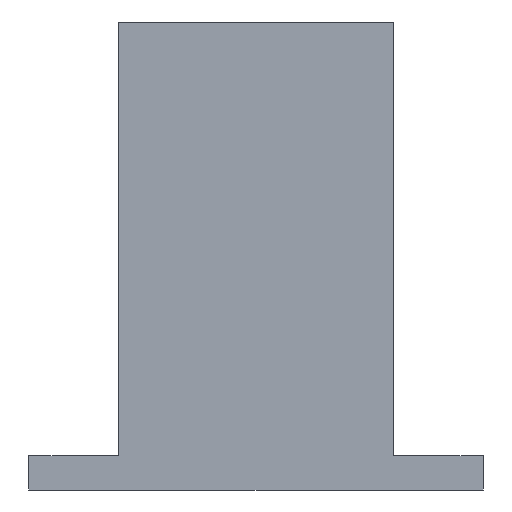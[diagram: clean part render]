
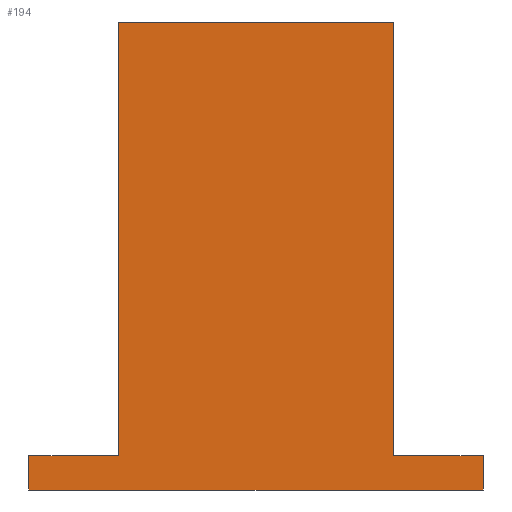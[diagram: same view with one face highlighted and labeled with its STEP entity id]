
A CAD part, front view. The second image highlights one B-rep face of the part: STEP entity #194.
In plain terms, the highlighted planar face has unit normal (0, -1, 0).
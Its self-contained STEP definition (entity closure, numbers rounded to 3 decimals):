
#102=EDGE_CURVE('',#256,#257,#258,.T.);
#130=EDGE_CURVE('',#273,#295,#307,.T.);
#140=EDGE_CURVE('',#321,#322,#323,.T.);
#144=EDGE_CURVE('',#328,#256,#329,.T.);
#194=ADVANCED_FACE('',(#403),#404,.T.);
#198=EDGE_CURVE('',#322,#409,#410,.T.);
#256=VERTEX_POINT('',#471);
#257=VERTEX_POINT('',#472);
#258=LINE('',#473,#474);
#273=VERTEX_POINT('',#491);
#295=VERTEX_POINT('',#515);
#307=LINE('',#532,#533);
#321=VERTEX_POINT('',#548);
#322=VERTEX_POINT('',#549);
#323=LINE('',#550,#551);
#328=VERTEX_POINT('',#557);
#329=LINE('',#558,#559);
#403=FACE_OUTER_BOUND('',#640,.T.);
#404=PLANE('',#641);
#409=VERTEX_POINT('',#647);
#410=LINE('',#648,#649);
#471=CARTESIAN_POINT('',(53.0,0.0,5.0));
#472=CARTESIAN_POINT('',(53.0,0.0,68.0));
#473=CARTESIAN_POINT('',(53.0,0.0,18.25));
#474=VECTOR('',#717,1.0);
#491=CARTESIAN_POINT('',(0.0,0.0,0.0));
#515=CARTESIAN_POINT('',(66.0,0.0,0.0));
#532=CARTESIAN_POINT('',(0.0,0.0,0.0));
#533=VECTOR('',#809,1.0);
#548=CARTESIAN_POINT('',(13.0,0.0,68.0));
#549=CARTESIAN_POINT('',(13.0,0.0,5.0));
#550=CARTESIAN_POINT('',(13.0,0.0,18.25));
#551=VECTOR('',#841,1.0);
#557=CARTESIAN_POINT('',(66.0,0.0,5.0));
#558=CARTESIAN_POINT('',(46.25,0.0,5.0));
#559=VECTOR('',#854,1.0);
#640=EDGE_LOOP('',(#1015,#1016,#1017,#1018,#1019,#1020,#1021,#1022));
#641=AXIS2_PLACEMENT_3D('',#1023,#1024,#1025);
#647=CARTESIAN_POINT('',(0.,0.0,5.0));
#648=CARTESIAN_POINT('',(19.75,0.0,5.0));
#649=VECTOR('',#1034,1.0);
#717=DIRECTION('',(0.,0.0,1.0));
#809=DIRECTION('',(1.0,0.0,0.0));
#841=DIRECTION('',(0.,0.0,-1.0));
#854=DIRECTION('',(-1.0,-0.0,-0.0));
#1015=ORIENTED_EDGE('',*,*,#140,.T.);
#1016=ORIENTED_EDGE('',*,*,#198,.T.);
#1017=ORIENTED_EDGE('',*,*,#1111,.F.);
#1018=ORIENTED_EDGE('',*,*,#130,.T.);
#1019=ORIENTED_EDGE('',*,*,#1084,.T.);
#1020=ORIENTED_EDGE('',*,*,#144,.T.);
#1021=ORIENTED_EDGE('',*,*,#102,.T.);
#1022=ORIENTED_EDGE('',*,*,#1122,.T.);
#1023=CARTESIAN_POINT('',(33.0,0.0,0.0));
#1024=DIRECTION('',(0.0,-1.0,0.0));
#1025=DIRECTION('',(1.0,0.0,0.0));
#1034=DIRECTION('',(-1.0,-0.0,-0.0));
#1084=EDGE_CURVE('',#295,#328,#1203,.T.);
#1111=EDGE_CURVE('',#273,#409,#1244,.T.);
#1122=EDGE_CURVE('',#257,#321,#1260,.T.);
#1203=LINE('',#1362,#1363);
#1244=LINE('',#1418,#1419);
#1260=LINE('',#1438,#1439);
#1362=CARTESIAN_POINT('',(66.0,0.0,0.0));
#1363=VECTOR('',#1567,1.0);
#1418=CARTESIAN_POINT('',(0.0,0.0,0.0));
#1419=VECTOR('',#1600,1.0);
#1438=CARTESIAN_POINT('',(0.0,0.0,68.0));
#1439=VECTOR('',#1616,1.0);
#1567=DIRECTION('',(0.0,0.0,1.0));
#1600=DIRECTION('',(0.0,0.0,1.0));
#1616=DIRECTION('',(-1.0,-0.0,-0.0));
